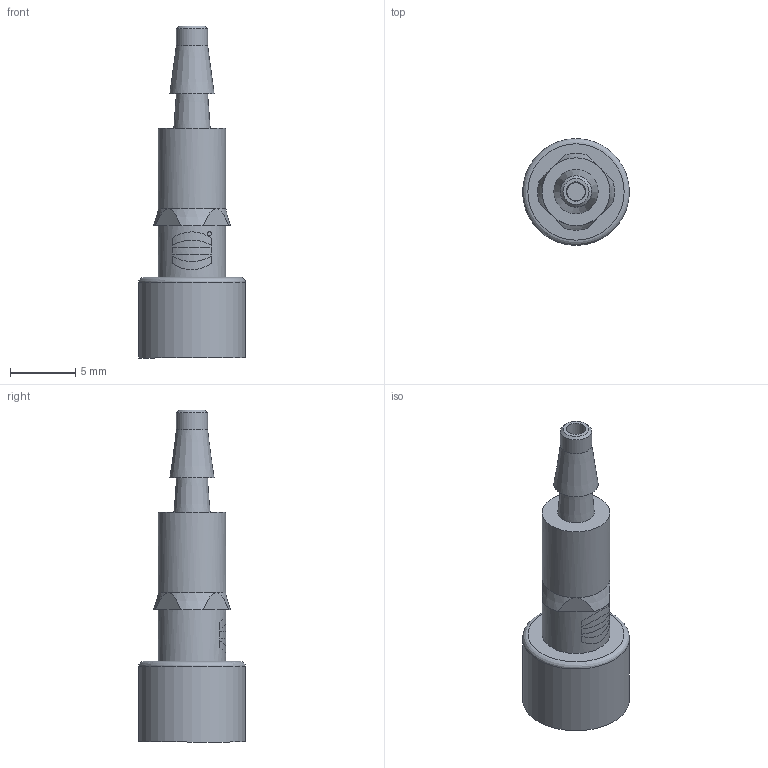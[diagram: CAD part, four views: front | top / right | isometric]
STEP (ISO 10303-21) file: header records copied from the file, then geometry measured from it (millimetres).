
FILE_DESCRIPTION(/* description */ (''),/* implementation_level */ '2;1');
FILE_NAME(/* name */ '100574096ugm000_c.stp',/* time_stamp */ '2017-09-28T15:51:53+02:00',/* author */ (''),/* organization */ (''),/* preprocessor_version */ 'ST-DEVELOPER v16',/* originating_system */ 'SIEMENS PLM Software NX 10.0',/* authorisation */ '');
FILE_SCHEMA (('AUTOMOTIVE_DESIGN { 1 0 10303 214 3 1 1 1 }'));
Length unit declared in the file: millimetre
Products named in the file (1): 100574096ugm000_c
Bounding box: 8.2 x 8.2 x 25.5 mm (x, y, z)
Volume: 354.7 mm3; surface area: 835.1 mm2
Topology: 1 solids, 1 shells, 69 faces, 170 edges, 131 vertices
Faces by surface type: plane 36, cylinder 18, cone 9, bspline 6
Full cylindrical faces by diameter (mm): 1.5 x1, 2.2 x1, 2.4 x1, 3.197 x1, 4 x1, 4.4 x1, 5.2 x2, 6.4 x1, 8.2 x1
Entity records: 2681 total; most frequent: CARTESIAN_POINT 1045, DIRECTION 310, ORIENTED_EDGE 272, EDGE_CURVE 136, AXIS2_PLACEMENT_3D 121, EDGE_LOOP 104, VERTEX_POINT 104, ADVANCED_FACE 69
